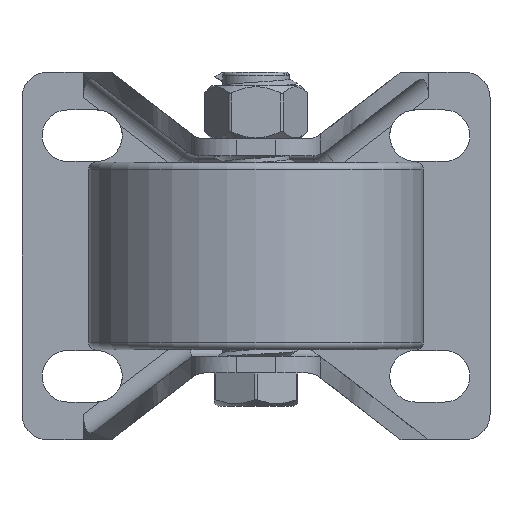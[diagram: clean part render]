
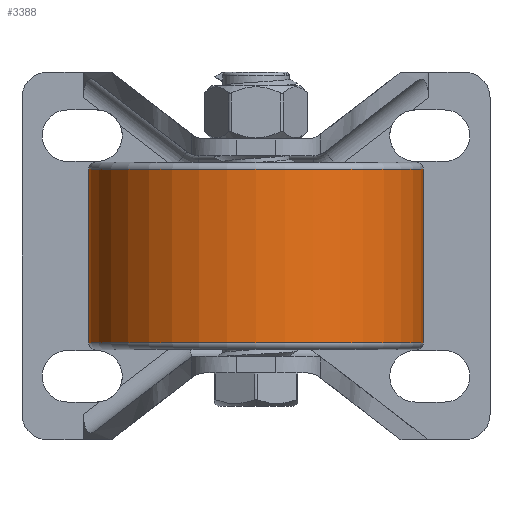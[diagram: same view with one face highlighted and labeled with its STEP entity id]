
A CAD part, front view. The second image highlights one B-rep face of the part: STEP entity #3388.
In plain terms, the highlighted cylindrical face has radius 25 mm (diameter 50 mm), a partial arc.
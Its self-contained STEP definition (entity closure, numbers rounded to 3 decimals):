
#3238=CARTESIAN_POINT('',(0.,13.,0.));
#3239=DIRECTION('',(0.,1.,0.));
#3240=DIRECTION('',(1.,0.,0.));
#3241=AXIS2_PLACEMENT_3D('',#3238,#3239,#3240);
#3243=CARTESIAN_POINT('',(0.,-13.,0.));
#3244=DIRECTION('',(0.,-1.,0.));
#3245=DIRECTION('',(-1.,0.,0.));
#3246=AXIS2_PLACEMENT_3D('',#3243,#3244,#3245);
#3248=DIRECTION('',(0.,1.,0.));
#3249=VECTOR('',#3248,26.);
#3250=CARTESIAN_POINT('',(25.,-13.,0.));
#3251=LINE('',#3250,#3249);
#3292=DIRECTION('',(0.,1.,0.));
#3293=VECTOR('',#3292,26.);
#3294=CARTESIAN_POINT('',(-25.,-13.,0.));
#3295=LINE('',#3294,#3293);
#3308=CARTESIAN_POINT('',(-25.,13.,0.));
#3309=CARTESIAN_POINT('',(25.,13.,0.));
#3310=VERTEX_POINT('',#3308);
#3311=VERTEX_POINT('',#3309);
#3316=CARTESIAN_POINT('',(25.,-13.,0.));
#3317=CARTESIAN_POINT('',(-25.,-13.,0.));
#3318=VERTEX_POINT('',#3316);
#3319=VERTEX_POINT('',#3317);
#3374=CARTESIAN_POINT('',(0.,-14.,0.));
#3375=DIRECTION('',(0.,1.,0.));
#3376=DIRECTION('',(1.,0.,0.));
#3377=AXIS2_PLACEMENT_3D('',#3374,#3375,#3376);
#3378=CYLINDRICAL_SURFACE('',#3377,25.);
#3380=ORIENTED_EDGE('',*,*,#3379,.T.);
#3382=ORIENTED_EDGE('',*,*,#3381,.F.);
#3383=ORIENTED_EDGE('',*,*,#3368,.T.);
#3385=ORIENTED_EDGE('',*,*,#3384,.T.);
#3386=EDGE_LOOP('',(#3380,#3382,#3383,#3385));
#3387=FACE_OUTER_BOUND('',#3386,.F.);
#3242=CIRCLE('',#3241,25.);
#3247=CIRCLE('',#3246,25.);
#3368=EDGE_CURVE('',#3319,#3318,#3247,.T.);
#3379=EDGE_CURVE('',#3311,#3310,#3242,.T.);
#3381=EDGE_CURVE('',#3319,#3310,#3295,.T.);
#3384=EDGE_CURVE('',#3318,#3311,#3251,.T.);
#3388=ADVANCED_FACE('',(#3387),#3378,.T.);
